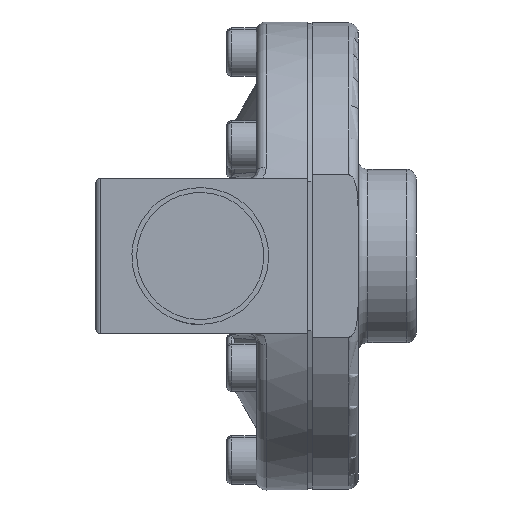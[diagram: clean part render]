
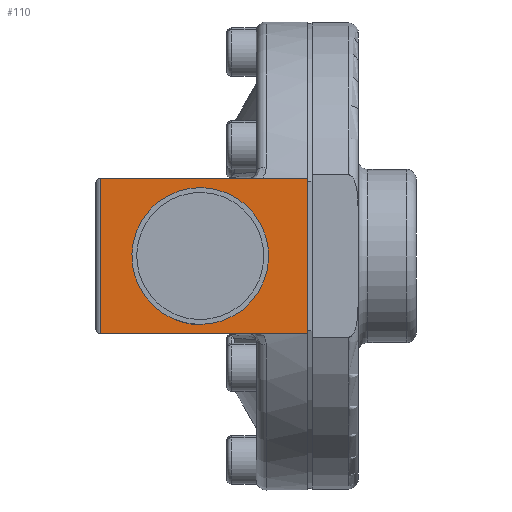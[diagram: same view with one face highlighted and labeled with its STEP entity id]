
A CAD part, left-side view. The second image highlights one B-rep face of the part: STEP entity #110.
In plain terms, the highlighted planar face has unit normal (-1, 0, 0).
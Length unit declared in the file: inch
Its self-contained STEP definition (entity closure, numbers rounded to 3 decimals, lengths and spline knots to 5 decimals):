
#106 = AXIS2_PLACEMENT_3D ( 'NONE', #6963, #3107, #8482 ) ;
#110 = ADVANCED_FACE ( 'NONE', ( #1859, #7281 ), #7988, .T. ) ;
#218 = DIRECTION ( 'NONE',  ( 0., 1., 0. ) ) ;
#345 = LINE ( 'NONE', #1971, #8817 ) ;
#393 = VERTEX_POINT ( 'NONE', #9531 ) ;
#694 = ORIENTED_EDGE ( 'NONE', *, *, #5332, .F. ) ;
#793 = CARTESIAN_POINT ( 'NONE',  ( -1.4206, 1.0165, 0. ) ) ;
#927 = EDGE_CURVE ( 'NONE', #9659, #1274, #3637, .T. ) ;
#1076 = LINE ( 'NONE', #2594, #2342 ) ;
#1227 = CARTESIAN_POINT ( 'NONE',  ( -1.4206, 1.65713, -0.5 ) ) ;
#1249 = CARTESIAN_POINT ( 'NONE',  ( -1.4206, 1.65713, 0.5 ) ) ;
#1274 = VERTEX_POINT ( 'NONE', #1249 ) ;
#1808 = CARTESIAN_POINT ( 'NONE',  ( -1.4206, 0.329, -0.5 ) ) ;
#1859 = FACE_OUTER_BOUND ( 'NONE', #6288, .T. ) ;
#1971 = CARTESIAN_POINT ( 'NONE',  ( -1.4206, 0.329, 0. ) ) ;
#1983 = LINE ( 'NONE', #1227, #4593 ) ;
#2342 = VECTOR ( 'NONE', #218, 39.37008 ) ;
#2594 = CARTESIAN_POINT ( 'NONE',  ( -1.4206, 0.329, -0.5 ) ) ;
#2680 = VERTEX_POINT ( 'NONE', #4493 ) ;
#2883 = CARTESIAN_POINT ( 'NONE',  ( -1.4206, 0.329, 0.5 ) ) ;
#3107 = DIRECTION ( 'NONE',  ( -1., 0., 0. ) ) ;
#3341 = EDGE_LOOP ( 'NONE', ( #4494, #8810 ) ) ;
#3637 = LINE ( 'NONE', #2883, #7154 ) ;
#3663 = ORIENTED_EDGE ( 'NONE', *, *, #4864, .F. ) ;
#3872 = EDGE_CURVE ( 'NONE', #1274, #2680, #1983, .T. ) ;
#4090 = DIRECTION ( 'NONE',  ( -1., 0., 0. ) ) ;
#4259 = DIRECTION ( 'NONE',  ( 0., 0., -1. ) ) ;
#4328 = DIRECTION ( 'NONE',  ( 0., 0., -1. ) ) ;
#4493 = CARTESIAN_POINT ( 'NONE',  ( -1.4206, 1.65713, -0.5 ) ) ;
#4494 = ORIENTED_EDGE ( 'NONE', *, *, #8580, .F. ) ;
#4507 = ORIENTED_EDGE ( 'NONE', *, *, #3872, .T. ) ;
#4593 = VECTOR ( 'NONE', #4328, 39.37008 ) ;
#4846 = DIRECTION ( 'NONE',  ( 0., 0., 1. ) ) ;
#4864 = EDGE_CURVE ( 'NONE', #6158, #2680, #1076, .T. ) ;
#5332 = EDGE_CURVE ( 'NONE', #9659, #6158, #345, .T. ) ;
#5976 = VERTEX_POINT ( 'NONE', #8694 ) ;
#6094 = CIRCLE ( 'NONE', #8176, 0.37051 ) ;
#6158 = VERTEX_POINT ( 'NONE', #6164 ) ;
#6164 = CARTESIAN_POINT ( 'NONE',  ( -1.4206, 0.329, -0.5 ) ) ;
#6208 = EDGE_CURVE ( 'NONE', #393, #5976, #8995, .T. ) ;
#6241 = ORIENTED_EDGE ( 'NONE', *, *, #927, .T. ) ;
#6288 = EDGE_LOOP ( 'NONE', ( #6241, #4507, #3663, #694 ) ) ;
#6828 = CARTESIAN_POINT ( 'NONE',  ( -1.42058, 0.329, 0.5 ) ) ;
#6963 = CARTESIAN_POINT ( 'NONE',  ( -1.4206, 1.0165, 0. ) ) ;
#7154 = VECTOR ( 'NONE', #9703, 39.37008 ) ;
#7281 = FACE_BOUND ( 'NONE', #3341, .T. ) ;
#7988 = PLANE ( 'NONE',  #8109 ) ;
#8109 = AXIS2_PLACEMENT_3D ( 'NONE', #1808, #4090, #4846 ) ;
#8176 = AXIS2_PLACEMENT_3D ( 'NONE', #793, #8636, #10010 ) ;
#8482 = DIRECTION ( 'NONE',  ( 0., -1., 0. ) ) ;
#8580 = EDGE_CURVE ( 'NONE', #5976, #393, #6094, .T. ) ;
#8636 = DIRECTION ( 'NONE',  ( -1., 0., 0. ) ) ;
#8694 = CARTESIAN_POINT ( 'NONE',  ( -1.4206, 0.69563, -0.18526 ) ) ;
#8810 = ORIENTED_EDGE ( 'NONE', *, *, #6208, .F. ) ;
#8817 = VECTOR ( 'NONE', #4259, 39.37008 ) ;
#8995 = CIRCLE ( 'NONE', #106, 0.37051 ) ;
#9531 = CARTESIAN_POINT ( 'NONE',  ( -1.4206, 1.33737, 0.18526 ) ) ;
#9659 = VERTEX_POINT ( 'NONE', #6828 ) ;
#9703 = DIRECTION ( 'NONE',  ( 0., 1., 0. ) ) ;
#10010 = DIRECTION ( 'NONE',  ( 0., -1., 0. ) ) ;
